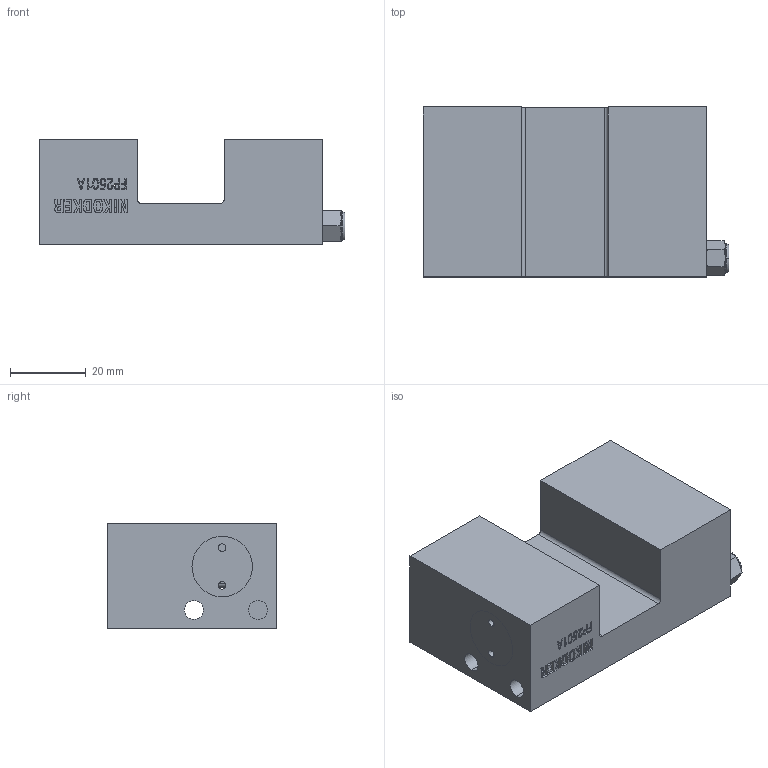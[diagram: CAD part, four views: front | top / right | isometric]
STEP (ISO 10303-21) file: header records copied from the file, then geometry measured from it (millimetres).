
FILE_DESCRIPTION (( 'STEP AP203' ), '1' );
FILE_NAME ('FP2501A.STEP', '2019-11-21T08:35:47', ( 'Users' ), ( 'Microsoft' ), 'SwSTEP 2.0', 'SolidWorks 2012', '' );
FILE_SCHEMA (( 'CONFIG_CONTROL_DESIGN' ));
Length unit declared in the file: millimetre
Products named in the file (1): FP2501A
Bounding box: 81 x 45 x 28 mm (x, y, z)
Surface area: 16016.6 mm2 (no closed solid volume)
Topology: 0 solids, 9 shells, 265 faces, 755 edges, 507 vertices
Faces by surface type: plane 148, bspline 61, cylinder 48, cone 6, torus 2
Entity records: 12110 total; most frequent: CARTESIAN_POINT 5591, ORIENTED_EDGE 1350, DIRECTION 1119, EDGE_CURVE 755, VERTEX_POINT 507, LINE 489, VECTOR 489, AXIS2_PLACEMENT_3D 315
